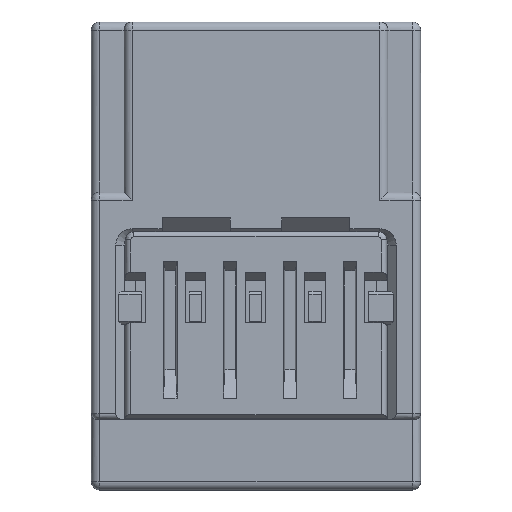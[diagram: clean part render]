
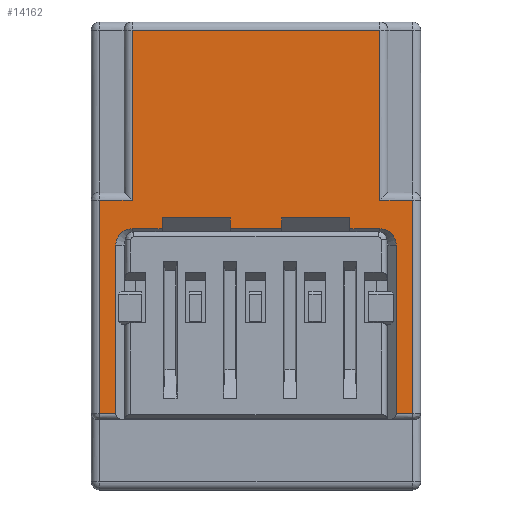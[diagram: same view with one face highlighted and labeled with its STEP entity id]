
A CAD part, front view. The second image highlights one B-rep face of the part: STEP entity #14162.
In plain terms, the highlighted planar face has unit normal (0, -1, 0).
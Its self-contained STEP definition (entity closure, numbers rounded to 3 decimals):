
#3642=DIRECTION('',(0.,0.,1.));
#3643=VECTOR('',#3642,6.2);
#3644=CARTESIAN_POINT('',(-5.15,-2.7,-14.4));
#3645=LINE('',#3644,#3643);
#3674=CARTESIAN_POINT('',(-5.15,-2.7,-14.4));
#3681=DIRECTION('',(1.,0.,0.));
#3682=VECTOR('',#3681,0.6);
#3683=CARTESIAN_POINT('',(-5.75,-2.7,-14.4));
#3684=LINE('',#3683,#3682);
#3685=DIRECTION('',(0.,0.,-1.));
#3686=VECTOR('',#3685,7.85);
#3687=CARTESIAN_POINT('',(-5.75,-2.7,-6.55));
#3688=LINE('',#3687,#3686);
#3689=DIRECTION('',(1.,0.,0.));
#3690=VECTOR('',#3689,1.2);
#3691=CARTESIAN_POINT('',(-5.75,-2.7,-6.55));
#3692=LINE('',#3691,#3690);
#3693=DIRECTION('',(1.,0.,0.));
#3694=VECTOR('',#3693,9.1);
#3695=CARTESIAN_POINT('',(-4.55,-2.7,-0.3));
#3696=LINE('',#3695,#3694);
#3697=DIRECTION('',(1.,0.,0.));
#3698=VECTOR('',#3697,1.2);
#3699=CARTESIAN_POINT('',(4.55,-2.7,-6.55));
#3700=LINE('',#3699,#3698);
#3701=DIRECTION('',(0.,0.,1.));
#3702=VECTOR('',#3701,7.85);
#3703=CARTESIAN_POINT('',(5.75,-2.7,-14.4));
#3704=LINE('',#3703,#3702);
#3705=DIRECTION('',(1.,0.,0.));
#3706=VECTOR('',#3705,0.6);
#3707=CARTESIAN_POINT('',(5.15,-2.7,-14.4));
#3708=LINE('',#3707,#3706);
#3709=CARTESIAN_POINT('',(4.55,-2.7,-8.2));
#3710=DIRECTION('',(0.,-1.,0.));
#3711=DIRECTION('',(1.,0.,0.));
#3712=AXIS2_PLACEMENT_3D('',#3709,#3710,#3711);
#3714=DIRECTION('',(-1.,0.,0.));
#3715=VECTOR('',#3714,1.1);
#3716=CARTESIAN_POINT('',(4.55,-2.7,
-7.6));
#3717=LINE('',#3716,#3715);
#3718=DIRECTION('',(0.,0.,1.));
#3719=VECTOR('',#3718,0.4);
#3720=CARTESIAN_POINT('',(3.45,-2.7,-7.6));
#3721=LINE('',#3720,#3719);
#3722=DIRECTION('',(1.,0.,0.));
#3723=VECTOR('',#3722,2.5);
#3724=CARTESIAN_POINT('',(0.95,-2.7,-7.2));
#3725=LINE('',#3724,#3723);
#3726=DIRECTION('',(0.,0.,1.));
#3727=VECTOR('',#3726,0.4);
#3728=CARTESIAN_POINT('',(0.95,-2.7,-7.6));
#3729=LINE('',#3728,#3727);
#3730=DIRECTION('',(1.,0.,0.));
#3731=VECTOR('',#3730,1.9);
#3732=CARTESIAN_POINT('',(-0.95,-2.7,-7.6));
#3733=LINE('',#3732,#3731);
#3734=DIRECTION('',(0.,0.,1.));
#3735=VECTOR('',#3734,0.4);
#3736=CARTESIAN_POINT('',(-0.95,-2.7,-7.6));
#3737=LINE('',#3736,#3735);
#3738=DIRECTION('',(1.,0.,0.));
#3739=VECTOR('',#3738,2.5);
#3740=CARTESIAN_POINT('',(-3.45,-2.7,-7.2));
#3741=LINE('',#3740,#3739);
#3742=DIRECTION('',(0.,0.,1.));
#3743=VECTOR('',#3742,0.4);
#3744=CARTESIAN_POINT('',(-3.45,-2.7,-7.6));
#3745=LINE('',#3744,#3743);
#3746=DIRECTION('',(1.,0.,0.));
#3747=VECTOR('',#3746,1.1);
#3748=CARTESIAN_POINT('',(-4.55,-2.7,
-7.6));
#3749=LINE('',#3748,#3747);
#3750=CARTESIAN_POINT('',(-4.55,-2.7,-8.2));
#3751=DIRECTION('',(0.,1.,0.));
#3752=DIRECTION('',(-1.,0.,0.));
#3753=AXIS2_PLACEMENT_3D('',#3750,#3751,#3752);
#4010=DIRECTION('',(0.,0.,-1.));
#4011=VECTOR('',#4010,6.2);
#4012=CARTESIAN_POINT('',(5.15,-2.7,
-8.2));
#4013=LINE('',#4012,#4011);
#4019=CARTESIAN_POINT('',(5.15,-2.7,-14.4));
#4121=CARTESIAN_POINT('',(-4.55,-2.7,-6.55));
#4128=DIRECTION('',(0.,0.,-1.));
#4129=VECTOR('',#4128,6.25);
#4130=CARTESIAN_POINT('',(-4.55,-2.7,-0.3));
#4131=LINE('',#4130,#4129);
#4223=DIRECTION('',(0.,0.,1.));
#4224=VECTOR('',#4223,6.25);
#4225=CARTESIAN_POINT('',(4.55,-2.7,-6.55));
#4226=LINE('',#4225,#4224);
#7116=CARTESIAN_POINT('',(4.55,-2.7,-0.3));
#7117=VERTEX_POINT('',#7116);
#7120=CARTESIAN_POINT('',(-4.55,-2.7,-0.3));
#7121=VERTEX_POINT('',#7120);
#7148=VERTEX_POINT('',#4121);
#7149=CARTESIAN_POINT('',(-5.75,-2.7,-6.55));
#7150=VERTEX_POINT('',#7149);
#7161=CARTESIAN_POINT('',(5.75,-2.7,-6.55));
#7162=VERTEX_POINT('',#7161);
#7163=CARTESIAN_POINT('',(4.55,-2.7,-6.55));
#7164=VERTEX_POINT('',#7163);
#7177=CARTESIAN_POINT('',(-3.45,-2.7,-7.2));
#7178=CARTESIAN_POINT('',(-0.95,-2.7,-7.2));
#7179=VERTEX_POINT('',#7177);
#7180=VERTEX_POINT('',#7178);
#7195=CARTESIAN_POINT('',(0.95,-2.7,-7.2));
#7196=CARTESIAN_POINT('',(3.45,-2.7,-7.2));
#7197=VERTEX_POINT('',#7195);
#7198=VERTEX_POINT('',#7196);
#7321=CARTESIAN_POINT('',(4.55,-2.7,
-7.6));
#7322=CARTESIAN_POINT('',(3.45,-2.7,-7.6));
#7323=VERTEX_POINT('',#7321);
#7324=VERTEX_POINT('',#7322);
#7325=CARTESIAN_POINT('',(-4.55,-2.7,
-7.6));
#7326=CARTESIAN_POINT('',(-3.45,-2.7,-7.6));
#7327=VERTEX_POINT('',#7325);
#7328=VERTEX_POINT('',#7326);
#7329=CARTESIAN_POINT('',(5.15,-2.7,-8.2));
#7330=VERTEX_POINT('',#7329);
#7331=CARTESIAN_POINT('',(-0.95,-2.7,-7.6));
#7332=VERTEX_POINT('',#7331);
#7333=CARTESIAN_POINT('',(0.95,-2.7,-7.6));
#7334=VERTEX_POINT('',#7333);
#7399=CARTESIAN_POINT('',(-5.15,-2.7,-8.2));
#7400=VERTEX_POINT('',#7399);
#7409=VERTEX_POINT('',#3674);
#7413=CARTESIAN_POINT('',(-5.75,-2.7,-14.4));
#7414=VERTEX_POINT('',#7413);
#7431=CARTESIAN_POINT('',(5.75,-2.7,-14.4));
#7432=VERTEX_POINT('',#7431);
#7436=VERTEX_POINT('',#4019);
#14113=CARTESIAN_POINT('',(0.,-2.7,0.));
#14114=DIRECTION('',(0.,-1.,0.));
#14115=DIRECTION('',(-1.,0.,0.));
#14116=AXIS2_PLACEMENT_3D('',#14113,#14114,#14115);
#14117=PLANE('',#14116);
#14118=ORIENTED_EDGE('',*,*,#14090,.F.);
#14119=ORIENTED_EDGE('',*,*,#14080,.F.);
#14121=ORIENTED_EDGE('',*,*,#14120,.F.);
#14123=ORIENTED_EDGE('',*,*,#14122,.T.);
#14125=ORIENTED_EDGE('',*,*,#14124,.F.);
#14127=ORIENTED_EDGE('',*,*,#14126,.T.);
#14129=ORIENTED_EDGE('',*,*,#14128,.F.);
#14131=ORIENTED_EDGE('',*,*,#14130,.T.);
#14133=ORIENTED_EDGE('',*,*,#14132,.F.);
#14135=ORIENTED_EDGE('',*,*,#14134,.F.);
#14137=ORIENTED_EDGE('',*,*,#14136,.F.);
#14139=ORIENTED_EDGE('',*,*,#14138,.T.);
#14141=ORIENTED_EDGE('',*,*,#14140,.T.);
#14143=ORIENTED_EDGE('',*,*,#14142,.T.);
#14145=ORIENTED_EDGE('',*,*,#14144,.F.);
#14147=ORIENTED_EDGE('',*,*,#14146,.F.);
#14149=ORIENTED_EDGE('',*,*,#14148,.F.);
#14151=ORIENTED_EDGE('',*,*,#14150,.T.);
#14153=ORIENTED_EDGE('',*,*,#14152,.F.);
#14155=ORIENTED_EDGE('',*,*,#14154,.F.);
#14157=ORIENTED_EDGE('',*,*,#14156,.F.);
#14159=ORIENTED_EDGE('',*,*,#14158,.F.);
#14160=EDGE_LOOP('',(#14118,#14119,#14121,#14123,#14125,#14127,#14129,#14131,
#14133,#14135,#14137,#14139,#14141,#14143,#14145,#14147,#14149,#14151,#14153,
#14155,#14157,#14159));
#14161=FACE_OUTER_BOUND('',#14160,.F.);
#14162=ADVANCED_FACE('',(#14161),#14117,.T.);
#3713=CIRCLE('',#3712,0.6);
#3754=CIRCLE('',#3753,0.6);
#14080=EDGE_CURVE('',#7414,#7409,#3684,.T.);
#14090=EDGE_CURVE('',#7409,#7400,#3645,.T.);
#14120=EDGE_CURVE('',#7150,#7414,#3688,.T.);
#14122=EDGE_CURVE('',#7150,#7148,#3692,.T.);
#14124=EDGE_CURVE('',#7121,#7148,#4131,.T.);
#14126=EDGE_CURVE('',#7121,#7117,#3696,.T.);
#14128=EDGE_CURVE('',#7164,#7117,#4226,.T.);
#14130=EDGE_CURVE('',#7164,#7162,#3700,.T.);
#14132=EDGE_CURVE('',#7432,#7162,#3704,.T.);
#14134=EDGE_CURVE('',#7436,#7432,#3708,.T.);
#14136=EDGE_CURVE('',#7330,#7436,#4013,.T.);
#14138=EDGE_CURVE('',#7330,#7323,#3713,.T.);
#14140=EDGE_CURVE('',#7323,#7324,#3717,.T.);
#14142=EDGE_CURVE('',#7324,#7198,#3721,.T.);
#14144=EDGE_CURVE('',#7197,#7198,#3725,.T.);
#14146=EDGE_CURVE('',#7334,#7197,#3729,.T.);
#14148=EDGE_CURVE('',#7332,#7334,#3733,.T.);
#14150=EDGE_CURVE('',#7332,#7180,#3737,.T.);
#14152=EDGE_CURVE('',#7179,#7180,#3741,.T.);
#14154=EDGE_CURVE('',#7328,#7179,#3745,.T.);
#14156=EDGE_CURVE('',#7327,#7328,#3749,.T.);
#14158=EDGE_CURVE('',#7400,#7327,#3754,.T.);
